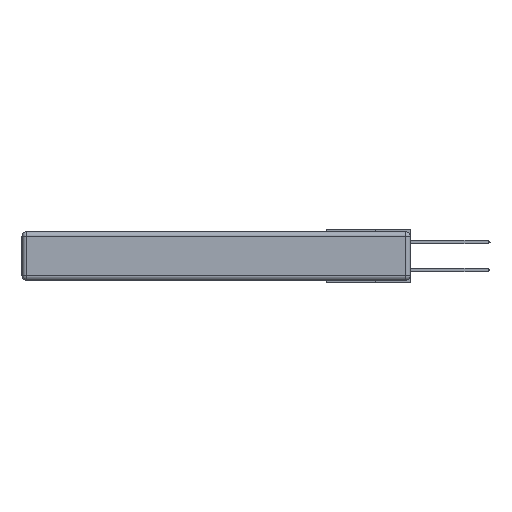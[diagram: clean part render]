
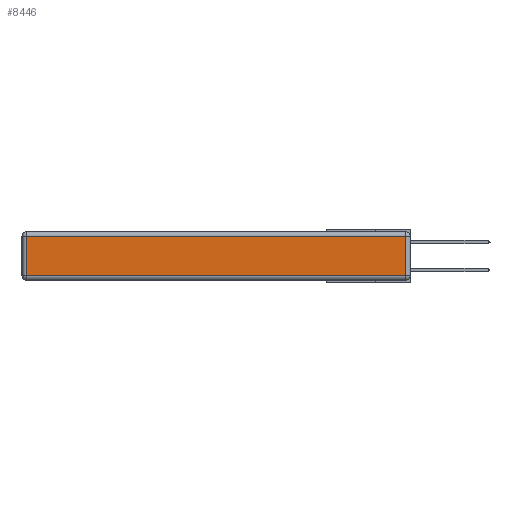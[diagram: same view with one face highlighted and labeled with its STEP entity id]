
A CAD part, left-side view. The second image highlights one B-rep face of the part: STEP entity #8446.
In plain terms, the highlighted planar face has unit normal (-1, 0, 0).
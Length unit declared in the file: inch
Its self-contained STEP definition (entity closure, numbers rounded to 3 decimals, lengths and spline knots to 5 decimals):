
#590 = CARTESIAN_POINT ( 'NONE',  ( 0., 0., -0.313 ) ) ;
#829 = LINE ( 'NONE', #24246, #22314 ) ;
#1554 = LINE ( 'NONE', #8265, #6100 ) ;
#3681 = DIRECTION ( 'NONE',  ( 0., 0., 1. ) ) ;
#4855 = EDGE_CURVE ( 'NONE', #16818, #10676, #829, .T. ) ;
#5983 = VECTOR ( 'NONE', #22879, 39.37008 ) ;
#6100 = VECTOR ( 'NONE', #12291, 39.37008 ) ;
#6606 = EDGE_CURVE ( 'NONE', #10676, #18911, #10578, .T. ) ;
#7315 = FACE_OUTER_BOUND ( 'NONE', #12335, .T. ) ;
#8059 = DIRECTION ( 'NONE',  ( -1., 0., 0. ) ) ;
#8265 = CARTESIAN_POINT ( 'NONE',  ( 0., 0.03, -0.343 ) ) ;
#8446 = ADVANCED_FACE ( 'NONE', ( #7315 ), #11702, .T. ) ;
#9238 = AXIS2_PLACEMENT_3D ( 'NONE', #24411, #8059, #3681 ) ;
#10392 = VERTEX_POINT ( 'NONE', #16949 ) ;
#10578 = LINE ( 'NONE', #18741, #5983 ) ;
#10676 = VERTEX_POINT ( 'NONE', #15938 ) ;
#10995 = DIRECTION ( 'NONE',  ( 0., -1., 0. ) ) ;
#11702 = PLANE ( 'NONE',  #9238 ) ;
#12291 = DIRECTION ( 'NONE',  ( 0., 0., 1. ) ) ;
#12335 = EDGE_LOOP ( 'NONE', ( #23085, #23637, #19690, #18724 ) ) ;
#13919 = DIRECTION ( 'NONE',  ( 0., 1., 0. ) ) ;
#15358 = EDGE_CURVE ( 'NONE', #18911, #10392, #19246, .T. ) ;
#15938 = CARTESIAN_POINT ( 'NONE',  ( 0., 2.72, -0.03 ) ) ;
#16818 = VERTEX_POINT ( 'NONE', #18156 ) ;
#16949 = CARTESIAN_POINT ( 'NONE',  ( 0., 0.03, -0.313 ) ) ;
#18156 = CARTESIAN_POINT ( 'NONE',  ( 0., 0.03, -0.03 ) ) ;
#18724 = ORIENTED_EDGE ( 'NONE', *, *, #6606, .T. ) ;
#18741 = CARTESIAN_POINT ( 'NONE',  ( 0., 2.72, -0.343 ) ) ;
#18911 = VERTEX_POINT ( 'NONE', #20243 ) ;
#19246 = LINE ( 'NONE', #590, #23421 ) ;
#19690 = ORIENTED_EDGE ( 'NONE', *, *, #4855, .T. ) ;
#20243 = CARTESIAN_POINT ( 'NONE',  ( 0., 2.72, -0.313 ) ) ;
#22314 = VECTOR ( 'NONE', #13919, 39.37008 ) ;
#22879 = DIRECTION ( 'NONE',  ( 0., 0., -1. ) ) ;
#23085 = ORIENTED_EDGE ( 'NONE', *, *, #15358, .T. ) ;
#23096 = EDGE_CURVE ( 'NONE', #10392, #16818, #1554, .T. ) ;
#23421 = VECTOR ( 'NONE', #10995, 39.37008 ) ;
#23637 = ORIENTED_EDGE ( 'NONE', *, *, #23096, .T. ) ;
#24246 = CARTESIAN_POINT ( 'NONE',  ( 0., 2.75, -0.03 ) ) ;
#24411 = CARTESIAN_POINT ( 'NONE',  ( 0., 0., -0.343 ) ) ;
